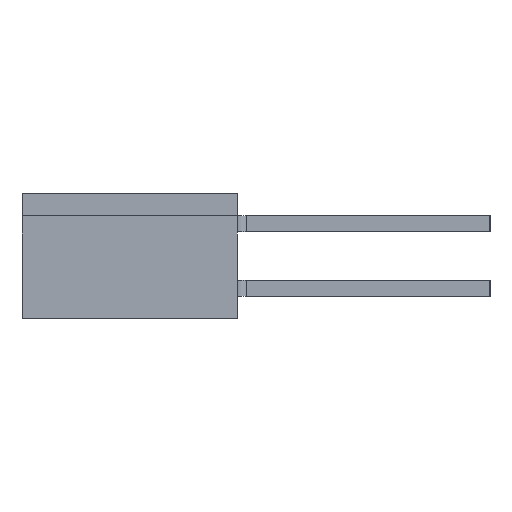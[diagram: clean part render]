
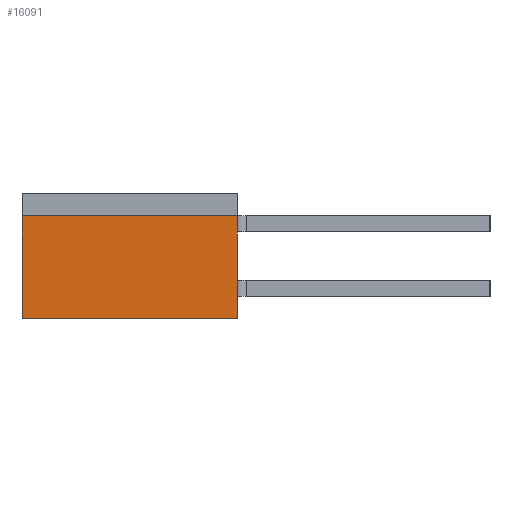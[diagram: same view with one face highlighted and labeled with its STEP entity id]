
A CAD part, left-side view. The second image highlights one B-rep face of the part: STEP entity #16091.
In plain terms, the highlighted planar face has unit normal (-1, 0, 0).
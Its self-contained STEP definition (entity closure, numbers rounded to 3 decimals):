
#526=FACE_OUTER_BOUND('',#1377,.T.);
#1377=EDGE_LOOP('',(#11645,#11646,#11647,#11648));
#2637=LINE('',#23323,#4901);
#2656=LINE('',#23361,#4920);
#2701=LINE('',#23440,#4965);
#2702=LINE('',#23441,#4966);
#4901=VECTOR('',#18823,1000.);
#4920=VECTOR('',#18856,1000.);
#4965=VECTOR('',#18903,10.);
#4966=VECTOR('',#18904,1000.);
#7019=VERTEX_POINT('',#23319);
#7021=VERTEX_POINT('',#23322);
#7033=VERTEX_POINT('',#23360);
#7066=VERTEX_POINT('',#23439);
#8801=EDGE_CURVE('',#7019,#7021,#2637,.T.);
#8820=EDGE_CURVE('',#7033,#7021,#2656,.T.);
#8865=EDGE_CURVE('',#7066,#7019,#2701,.T.);
#8866=EDGE_CURVE('',#7033,#7066,#2702,.T.);
#11645=ORIENTED_EDGE('',*,*,#8865,.F.);
#11646=ORIENTED_EDGE('',*,*,#8866,.F.);
#11647=ORIENTED_EDGE('',*,*,#8820,.T.);
#11648=ORIENTED_EDGE('',*,*,#8801,.F.);
#15310=PLANE('',#16977);
#16091=ADVANCED_FACE('',(#526),#15310,.F.);
#16977=AXIS2_PLACEMENT_3D('',#23438,#18901,#18902);
#18823=DIRECTION('',(0.,0.,-1.));
#18856=DIRECTION('',(0.,-1.,0.));
#18901=DIRECTION('center_axis',(1.,0.,0.));
#18902=DIRECTION('ref_axis',(0.,0.,-1.));
#18903=DIRECTION('',(0.,-1.,0.));
#18904=DIRECTION('',(0.,0.,1.));
#23319=CARTESIAN_POINT('',(-25.654,-4.509,1.588));
#23322=CARTESIAN_POINT('',(-25.654,-4.509,-2.477));
#23323=CARTESIAN_POINT('',(-25.654,-4.509,2.477));
#23360=CARTESIAN_POINT('',(-25.654,4.001,-2.477));
#23361=CARTESIAN_POINT('',(-25.654,4.001,-2.477));
#23438=CARTESIAN_POINT('Origin',(-25.654,4.001,-2.477));
#23439=CARTESIAN_POINT('',(-25.654,4.001,1.588));
#23440=CARTESIAN_POINT('',(-25.654,-0.629,1.588));
#23441=CARTESIAN_POINT('',(-25.654,4.001,-2.477));
